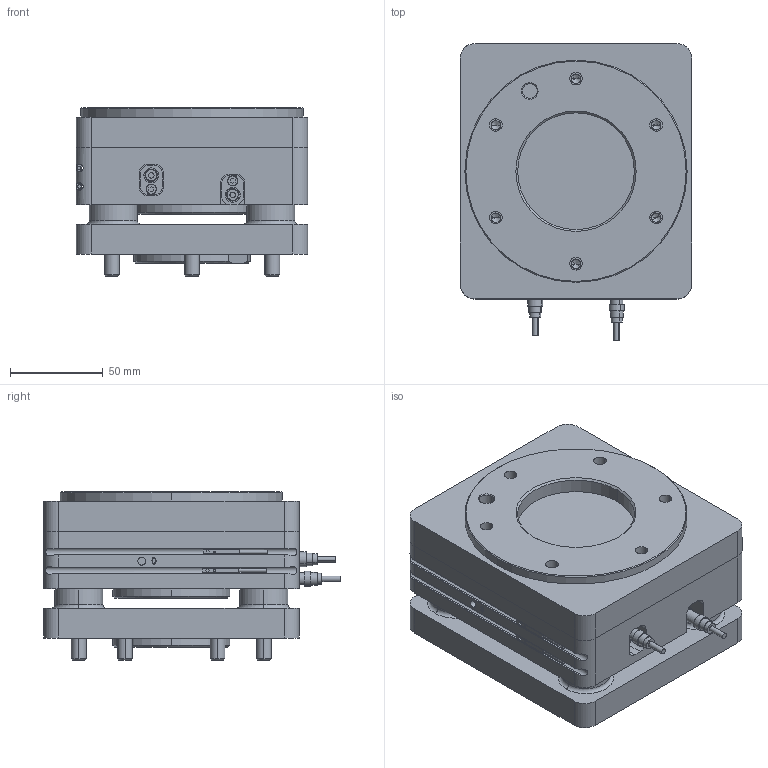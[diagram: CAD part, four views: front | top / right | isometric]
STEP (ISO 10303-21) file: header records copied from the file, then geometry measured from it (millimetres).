
FILE_DESCRIPTION (( 'STEP AP203' ), '1' );
FILE_NAME ('F8-100-Z.STEP', '2026-02-28T06:08:57', ( 'USER-' ), ( 'Microsoft' ), 'SwSTEP 2.0', 'SolidWorks 2018', '' );
FILE_SCHEMA (( 'CONFIG_CONTROL_DESIGN' ));
Length unit declared in the file: millimetre
Products named in the file (10): F14-125-15 棠羲薊え; F8-100-Z; 棠羲換覜ん; F8-100-11 狟脯輸; 内六角圆柱头螺钉[GBT70_1-2008][M3×8]_M3×8; 32x12-R6（红）; M8x1-48棠俶換覜ん; socket head thin cap screw_din(DIN 7984 - M8 x 20 --- 16.25N); F8-100-18 Z脯輸; F8-100-01 翋釱极
Assembly tree (20 placements, depth 2):
  F8-100-Z
    F8-100-01 翋釱极
    F8-100-11 狟脯輸
    F8-100-18 Z脯輸
    socket head thin cap screw_din(DIN 7984 - M8 x 20 --- 16.25N)  x6
    F14-125-15 棠羲薊え  x4
    M8x1-48棠俶換覜ん  x2
    内六角圆柱头螺钉[GBT70_1-2008][M3×8]_M3×8  x2
    棠羲換覜ん  x2
    32x12-R6（红）
Bounding box: 125 x 160.37 x 91 mm (x, y, z)
Volume: 1132576.6 mm3; surface area: 172461.7 mm2
Topology: 20 solids, 20 shells, 1105 faces, 2761 edges, 1775 vertices
Faces by surface type: plane 512, cylinder 289, bspline 174, cone 90, torus 40
Entity records: 34405 total; most frequent: CARTESIAN_POINT 12510, ORIENTED_EDGE 4460, DIRECTION 3841, EDGE_CURVE 2230, VERTEX_POINT 1458, VECTOR 1327, LINE 1327, AXIS2_PLACEMENT_3D 1257
